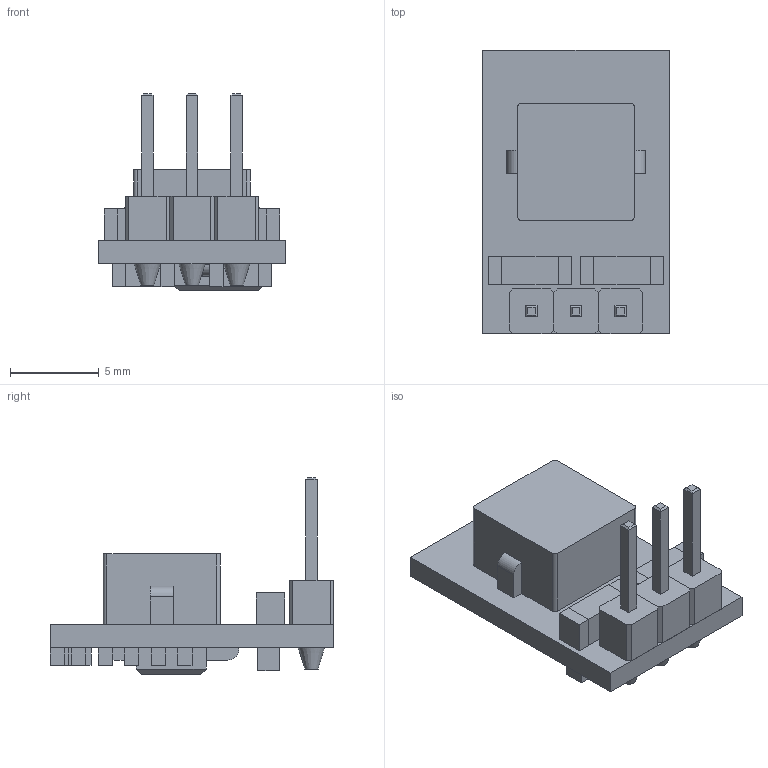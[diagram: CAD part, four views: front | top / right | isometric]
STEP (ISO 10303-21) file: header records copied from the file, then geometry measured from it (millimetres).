
FILE_DESCRIPTION(('FreeCAD Model'),'2;1');
FILE_NAME('78B1H.step', '2020-10-28T14:51:14',('Author'),(''), 'Open CASCADE STEP processor 7.3','FreeCAD','Unknown');
FILE_SCHEMA(('AUTOMOTIVE_DESIGN { 1 0 10303 214 1 1 1 1 }'));
Length unit declared in the file: millimetre
Products named in the file (36): Extrude; Chamfer004; Fillet046; Chamfer002; Fillet048; Fillet001; Chamfer; Fillet041; Fillet043; Fillet044; Chamfer001; Fillet008; Fillet042; Fillet045; Fillet047; Fillet009; Loft002; Loft; Loft001; Fusion021; Fusion008; Fusion010; Fusion011; Fusion012; Fusion002; Fusion007; Fusion009; Fusion019; Fusion013; Fusion018; Fusion015; Fusion014; Chamfer006; Chamfer007; Fusion022; Chamfer005
Bounding box: 10.5 x 16 x 11.1 mm (x, y, z)
Volume: 539.2 mm3; surface area: 1089.4 mm2
Topology: 35 solids, 36 shells, 359 faces, 739 edges, 450 vertices
Faces by surface type: plane 342, cylinder 14, cone 3
Entity records: 20873 total; most frequent: CARTESIAN_POINT 3106, DIRECTION 2948, LINE 2140, VECTOR 2140, ORIENTED_EDGE 1476, PCURVE 1476, DEFINITIONAL_REPRESENTATION 1476, EDGE_CURVE 739
